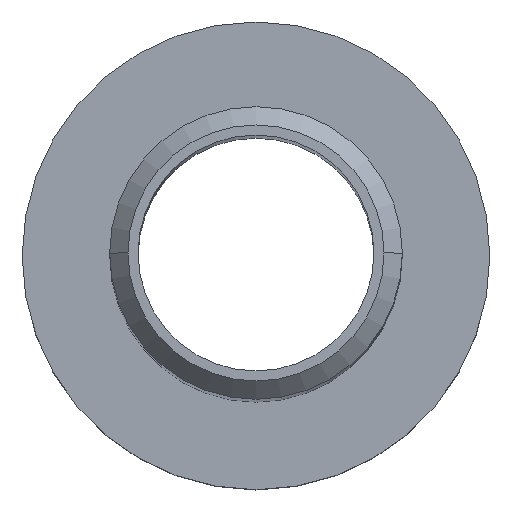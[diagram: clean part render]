
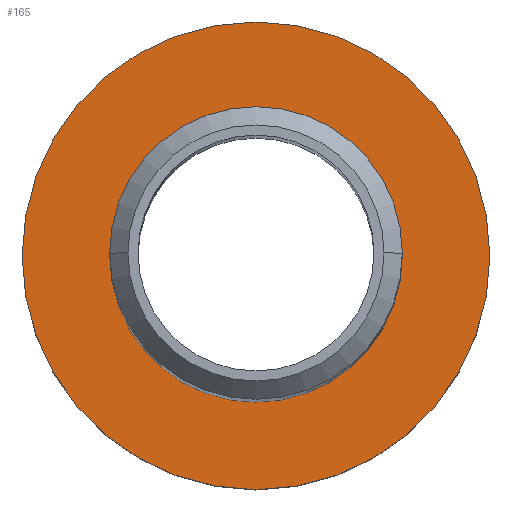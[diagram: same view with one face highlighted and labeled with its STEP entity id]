
A CAD part, top view. The second image highlights one B-rep face of the part: STEP entity #165.
In plain terms, the highlighted planar face has unit normal (0, 0, 1).
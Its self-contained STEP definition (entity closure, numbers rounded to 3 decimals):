
#2 = DIRECTION ( 'NONE',  ( 0., 0., 1. ) ) ;
#6 = ORIENTED_EDGE ( 'NONE', *, *, #327, .T. ) ;
#16 = EDGE_CURVE ( 'NONE', #220, #392, #281, .T. ) ;
#45 = DIRECTION ( 'NONE',  ( 0., 0., 1. ) ) ;
#46 = ORIENTED_EDGE ( 'NONE', *, *, #85, .F. ) ;
#53 = CIRCLE ( 'NONE', #321, 25.575 ) ;
#81 = ORIENTED_EDGE ( 'NONE', *, *, #16, .F. ) ;
#85 = EDGE_CURVE ( 'NONE', #392, #220, #250, .T. ) ;
#88 = AXIS2_PLACEMENT_3D ( 'NONE', #190, #2, #346 ) ;
#89 = CARTESIAN_POINT ( 'NONE',  ( 25.575, 0., 20. ) ) ;
#91 = AXIS2_PLACEMENT_3D ( 'NONE', #158, #309, #455 ) ;
#98 = DIRECTION ( 'NONE',  ( 0., 0., 1. ) ) ;
#105 = CARTESIAN_POINT ( 'NONE',  ( 0., 0., 20. ) ) ;
#107 = CARTESIAN_POINT ( 'NONE',  ( 0., 0., 20. ) ) ;
#112 = CARTESIAN_POINT ( 'NONE',  ( -12.9, 0., 20. ) ) ;
#129 = DIRECTION ( 'NONE',  ( 1., 0., 0. ) ) ;
#158 = CARTESIAN_POINT ( 'NONE',  ( 0., 0., 20. ) ) ;
#163 = CARTESIAN_POINT ( 'NONE',  ( 0., 0., 20. ) ) ;
#165 = ADVANCED_FACE ( 'NONE', ( #248, #474 ), #433, .T. ) ;
#190 = CARTESIAN_POINT ( 'NONE',  ( 0., 0., 20. ) ) ;
#192 = CARTESIAN_POINT ( 'NONE',  ( 12.9, 0., 20. ) ) ;
#220 = VERTEX_POINT ( 'NONE', #112 ) ;
#248 = FACE_BOUND ( 'NONE', #383, .T. ) ;
#250 = CIRCLE ( 'NONE', #464, 12.9 ) ;
#281 = CIRCLE ( 'NONE', #91, 12.9 ) ;
#309 = DIRECTION ( 'NONE',  ( 0., 0., 1. ) ) ;
#317 = DIRECTION ( 'NONE',  ( 0., 0., 1. ) ) ;
#321 = AXIS2_PLACEMENT_3D ( 'NONE', #107, #45, #343 ) ;
#327 = EDGE_CURVE ( 'NONE', #379, #454, #53, .T. ) ;
#343 = DIRECTION ( 'NONE',  ( 1., 0., 0. ) ) ;
#346 = DIRECTION ( 'NONE',  ( 1., 0., 0. ) ) ;
#354 = AXIS2_PLACEMENT_3D ( 'NONE', #105, #98, #469 ) ;
#379 = VERTEX_POINT ( 'NONE', #446 ) ;
#383 = EDGE_LOOP ( 'NONE', ( #81, #46 ) ) ;
#392 = VERTEX_POINT ( 'NONE', #192 ) ;
#433 = PLANE ( 'NONE',  #354 ) ;
#436 = EDGE_LOOP ( 'NONE', ( #6, #480 ) ) ;
#446 = CARTESIAN_POINT ( 'NONE',  ( -25.575, 0., 20. ) ) ;
#454 = VERTEX_POINT ( 'NONE', #89 ) ;
#455 = DIRECTION ( 'NONE',  ( 1., 0., 0. ) ) ;
#464 = AXIS2_PLACEMENT_3D ( 'NONE', #163, #317, #129 ) ;
#469 = DIRECTION ( 'NONE',  ( 1., 0., 0. ) ) ;
#473 = EDGE_CURVE ( 'NONE', #454, #379, #484, .T. ) ;
#474 = FACE_OUTER_BOUND ( 'NONE', #436, .T. ) ;
#480 = ORIENTED_EDGE ( 'NONE', *, *, #473, .T. ) ;
#484 = CIRCLE ( 'NONE', #88, 25.575 ) ;
